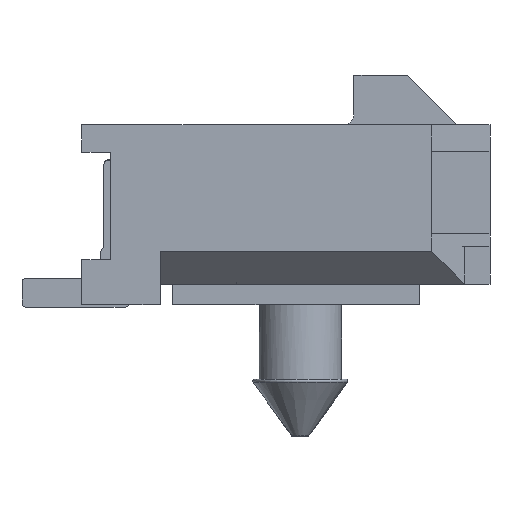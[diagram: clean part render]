
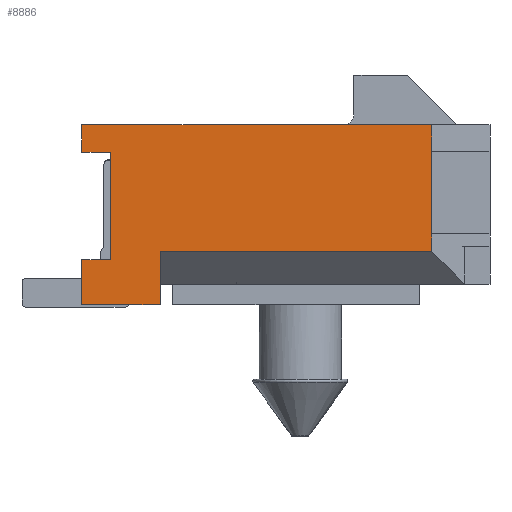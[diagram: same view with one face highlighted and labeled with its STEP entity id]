
A CAD part, front view. The second image highlights one B-rep face of the part: STEP entity #8886.
In plain terms, the highlighted face is planar.
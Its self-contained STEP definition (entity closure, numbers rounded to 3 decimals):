
#1059=ORIENTED_EDGE('',*,*,#2675,.T.);
#1060=ORIENTED_EDGE('',*,*,#2655,.T.);
#1061=ORIENTED_EDGE('',*,*,#2694,.F.);
#1062=ORIENTED_EDGE('',*,*,#2513,.T.);
#1063=ORIENTED_EDGE('',*,*,#2643,.F.);
#1064=ORIENTED_EDGE('',*,*,#2588,.F.);
#1065=ORIENTED_EDGE('',*,*,#2630,.F.);
#1066=ORIENTED_EDGE('',*,*,#2695,.T.);
#1067=ORIENTED_EDGE('',*,*,#2673,.T.);
#1068=ORIENTED_EDGE('',*,*,#2522,.T.);
#1069=ORIENTED_EDGE('',*,*,#2525,.T.);
#1070=ORIENTED_EDGE('',*,*,#2528,.T.);
#2513=EDGE_CURVE('',#3354,#3357,#3972,.T.);
#2522=EDGE_CURVE('',#3362,#3365,#3981,.T.);
#2525=EDGE_CURVE('',#3365,#3367,#3984,.T.);
#2528=EDGE_CURVE('',#3367,#3369,#3987,.T.);
#2588=EDGE_CURVE('',#3409,#3410,#4047,.T.);
#2630=EDGE_CURVE('',#3438,#3409,#4087,.T.);
#2643=EDGE_CURVE('',#3410,#3357,#4100,.T.);
#2655=EDGE_CURVE('',#3453,#3454,#4112,.T.);
#2673=EDGE_CURVE('',#3463,#3362,#4130,.T.);
#2675=EDGE_CURVE('',#3369,#3453,#4132,.T.);
#2694=EDGE_CURVE('',#3354,#3454,#4151,.T.);
#2695=EDGE_CURVE('',#3438,#3463,#4152,.T.);
#3354=VERTEX_POINT('',#12340);
#3357=VERTEX_POINT('',#12346);
#3362=VERTEX_POINT('',#12360);
#3365=VERTEX_POINT('',#12365);
#3367=VERTEX_POINT('',#12371);
#3369=VERTEX_POINT('',#12377);
#3409=VERTEX_POINT('',#12496);
#3410=VERTEX_POINT('',#12498);
#3438=VERTEX_POINT('',#12581);
#3453=VERTEX_POINT('',#12628);
#3454=VERTEX_POINT('',#12629);
#3463=VERTEX_POINT('',#12660);
#3972=LINE('',#12347,#4787);
#3981=LINE('',#12366,#4796);
#3984=LINE('',#12372,#4799);
#3987=LINE('',#12378,#4802);
#4047=LINE('',#12497,#4862);
#4087=LINE('',#12580,#4902);
#4100=LINE('',#12604,#4915);
#4112=LINE('',#12627,#4927);
#4130=LINE('',#12659,#4945);
#4132=LINE('',#12663,#4947);
#4151=LINE('',#12701,#4966);
#4152=LINE('',#12702,#4967);
#4787=VECTOR('',#10217,1000.);
#4796=VECTOR('',#10230,1000.);
#4799=VECTOR('',#10235,1000.);
#4802=VECTOR('',#10240,1000.);
#4862=VECTOR('',#10338,1000.);
#4902=VECTOR('',#10408,1000.);
#4915=VECTOR('',#10429,1000.);
#4927=VECTOR('',#10447,1000.);
#4945=VECTOR('',#10473,1000.);
#4947=VECTOR('',#10477,1000.);
#4966=VECTOR('',#10504,1000.);
#4967=VECTOR('',#10505,1000.);
#5428=EDGE_LOOP('',(#1059,#1060,#1061,#1062,#1063,#1064,#1065,#1066,#1067,
#1068,#1069,#1070));
#5789=FACE_BOUND('',#5428,.T.);
#6120=PLANE('',#9295);
#8886=ADVANCED_FACE('',(#5789),#6120,.T.);
#9295=AXIS2_PLACEMENT_3D('',#12700,#10502,#10503);
#10217=DIRECTION('',(0.,-1.,0.));
#10230=DIRECTION('',(0.,-1.,0.));
#10235=DIRECTION('',(0.,0.,-1.));
#10240=DIRECTION('',(0.,1.,0.));
#10338=DIRECTION('',(0.,0.,-1.));
#10408=DIRECTION('',(0.,0.,-1.));
#10429=DIRECTION('',(0.,0.,-1.));
#10447=DIRECTION('',(0.,-1.,0.));
#10473=DIRECTION('',(0.,0.,-1.));
#10477=DIRECTION('',(0.,0.,-1.));
#10502=DIRECTION('',(-1.,0.,0.));
#10503=DIRECTION('',(0.,0.,1.));
#10504=DIRECTION('',(0.,0.,-1.));
#10505=DIRECTION('',(0.,1.,0.));
#12340=CARTESIAN_POINT('',(-7.825,3.05,-0.885));
#12346=CARTESIAN_POINT('',(-7.825,-3.536,-0.885));
#12347=CARTESIAN_POINT('',(-7.825,0.,-0.885));
#12360=CARTESIAN_POINT('',(-7.825,4.95,1.515));
#12365=CARTESIAN_POINT('',(-7.825,4.25,1.515));
#12366=CARTESIAN_POINT('',(-7.825,0.,1.515));
#12371=CARTESIAN_POINT('',(-7.825,4.25,-1.085));
#12372=CARTESIAN_POINT('',(-7.825,4.25,0.));
#12377=CARTESIAN_POINT('',(-7.825,4.95,-1.085));
#12378=CARTESIAN_POINT('',(-7.825,0.,-1.085));
#12496=CARTESIAN_POINT('',(-7.825,-3.536,1.535));
#12497=CARTESIAN_POINT('',(-7.825,-3.536,1.535));
#12498=CARTESIAN_POINT('',(-7.825,-3.536,-0.465));
#12580=CARTESIAN_POINT('',(-7.825,-3.536,0.));
#12581=CARTESIAN_POINT('',(-7.825,-3.536,2.185));
#12604=CARTESIAN_POINT('',(-7.825,-3.536,0.));
#12627=CARTESIAN_POINT('',(-7.825,4.95,-2.185));
#12628=CARTESIAN_POINT('',(-7.825,4.95,-2.185));
#12629=CARTESIAN_POINT('',(-7.825,3.05,-2.185));
#12659=CARTESIAN_POINT('',(-7.825,4.95,2.185));
#12660=CARTESIAN_POINT('',(-7.825,4.95,2.185));
#12663=CARTESIAN_POINT('',(-7.825,4.95,2.185));
#12700=CARTESIAN_POINT('',(-7.825,0.,0.));
#12701=CARTESIAN_POINT('',(-7.825,3.05,-1.685));
#12702=CARTESIAN_POINT('',(-7.825,-4.95,2.185));
